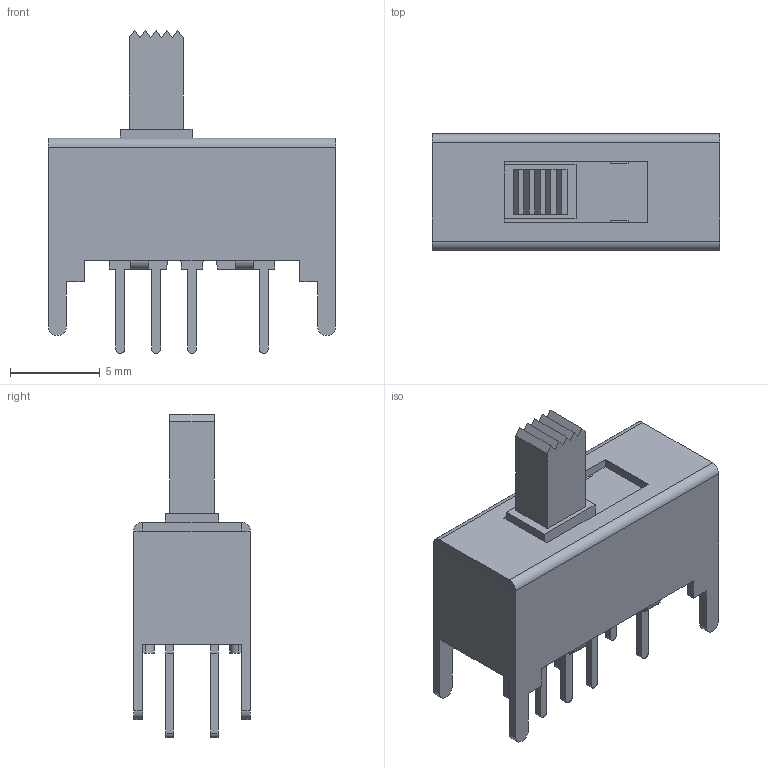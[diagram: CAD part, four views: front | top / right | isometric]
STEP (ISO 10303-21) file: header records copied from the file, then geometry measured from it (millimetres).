
FILE_DESCRIPTION(/* description */ (''),/* implementation_level */ '2;1');
FILE_NAME(/* name */ 'EG2301A.stp',/* time_stamp */ '2022-11-03T09:14:46-05:00',/* author */ ('mwilliams'),/* organization */ (''),/* preprocessor_version */ 'ST-DEVELOPER v18',/* originating_system */ 'Autodesk Inventor 2020',/* authorisation */ '');
FILE_SCHEMA (('AUTOMOTIVE_DESIGN { 1 0 10303 214 3 1 1 }'));
Length unit declared in the file: millimetre
Products named in the file (1): EG2301A
Bounding box: 16 x 6.5 x 18 mm (x, y, z)
Volume: 765.9 mm3; surface area: 861.4 mm2
Topology: 1 solids, 1 shells, 211 faces, 553 edges, 350 vertices
Faces by surface type: plane 183, cylinder 28
Entity records: 6615 total; most frequent: CARTESIAN_POINT 1115, ORIENTED_EDGE 1106, DIRECTION 1033, EDGE_CURVE 553, LINE 497, VECTOR 497, VERTEX_POINT 350, AXIS2_PLACEMENT_3D 268
